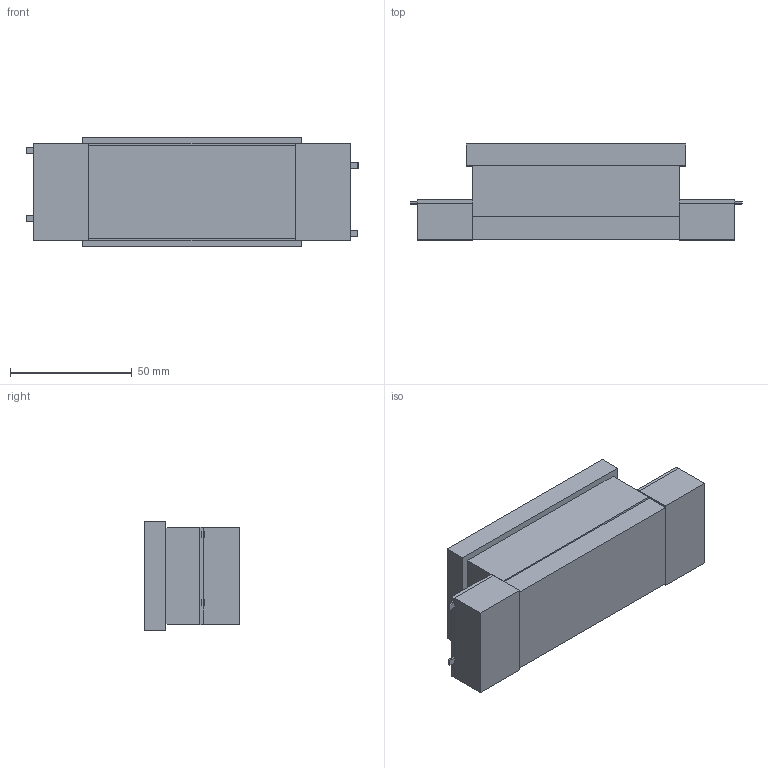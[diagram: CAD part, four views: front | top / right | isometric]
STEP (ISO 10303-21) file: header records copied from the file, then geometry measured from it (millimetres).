
FILE_DESCRIPTION (( 'STEP AP214' ), '1' );
FILE_NAME ('6120372_KSTP1.stp', '2025-09-30T09:03:01', ( '' ), ( '' ), 'SwSTEP 2.0', 'SolidWorks 2024', '' );
FILE_SCHEMA (( 'AUTOMOTIVE_DESIGN' ));
Length unit declared in the file: millimetre
Products named in the file (9): 6120362_KSTP1.stp; 044037_3.stp; 044033_3.stp; 044052_Standard_1.stp; 044053_Standard_1.stp; 044053_Standard-1_1.stp; 077655_Standard_1.stp; 6120372_KSTP1; 044052_Standard-0_1.stp
Assembly tree (8 placements, depth 4):
  6120372_KSTP1
    6120362_KSTP1.stp
      077655_Standard_1.stp
        044033_3.stp
      044037_3.stp
      044052_Standard_1.stp
      044053_Standard_1.stp
      044052_Standard-0_1.stp
      044053_Standard-1_1.stp
Bounding box: 136.28 x 39.35 x 45 mm (x, y, z)
Volume: 97721.1 mm3; surface area: 43163.2 mm2
Topology: 6 solids, 6 shells, 92 faces, 228 edges, 152 vertices
Faces by surface type: plane 80, cylinder 12
Entity records: 2984 total; most frequent: CARTESIAN_POINT 485, DIRECTION 462, ORIENTED_EDGE 456, EDGE_CURVE 228, VECTOR 204, LINE 204, VERTEX_POINT 152, AXIS2_PLACEMENT_3D 129
